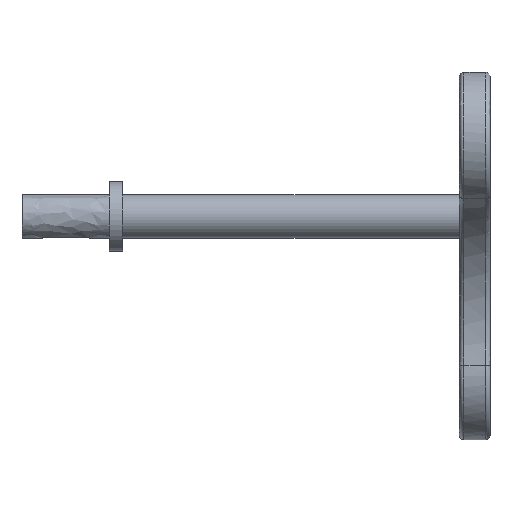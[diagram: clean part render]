
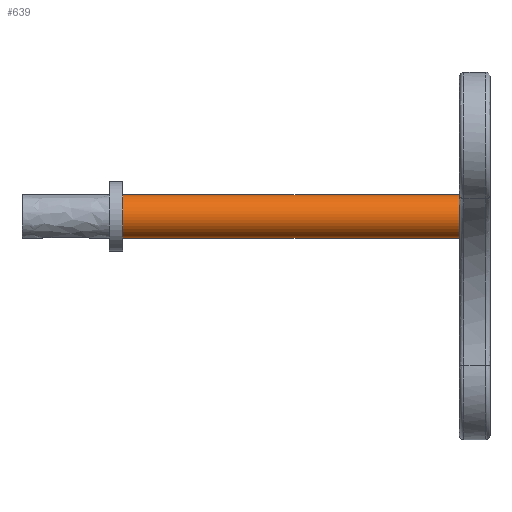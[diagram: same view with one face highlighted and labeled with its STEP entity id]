
A CAD part, left-side view. The second image highlights one B-rep face of the part: STEP entity #639.
In plain terms, the highlighted free-form (B-spline) face has degree [2, 1] with [5, 2] control points.
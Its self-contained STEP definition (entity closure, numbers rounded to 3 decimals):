
#452 = VERTEX_POINT('',#453);
#453 = CARTESIAN_POINT('',(0.,42.99,
    2.67));
#454 = VERTEX_POINT('',#455);
#455 = CARTESIAN_POINT('',(0.,42.99,-2.67));
#463 = EDGE_CURVE('',#452,#464,#466,.T.);
#464 = VERTEX_POINT('',#465);
#465 = CARTESIAN_POINT('',(0.,1.869,
    2.67));
#466 = B_SPLINE_CURVE_WITH_KNOTS('',1,(#467,#468),.UNSPECIFIED.,.F.,.F.,
  (2,2),(11.5,50.),.PIECEWISE_BEZIER_KNOTS.);
#467 = CARTESIAN_POINT('',(0.,42.99,
    2.67));
#468 = CARTESIAN_POINT('',(0.,1.869,
    2.67));
#471 = VERTEX_POINT('',#472);
#472 = CARTESIAN_POINT('',(0.,1.869,-2.67));
#480 = EDGE_CURVE('',#454,#471,#481,.T.);
#481 = B_SPLINE_CURVE_WITH_KNOTS('',1,(#482,#483),.UNSPECIFIED.,.F.,.F.,
  (2,2),(11.5,50.),.PIECEWISE_BEZIER_KNOTS.);
#482 = CARTESIAN_POINT('',(0.,42.99,-2.67));
#483 = CARTESIAN_POINT('',(0.,1.869,-2.67));
#639 = ADVANCED_FACE('',(#640),#660,.T.);
#640 = FACE_BOUND('',#641,.T.);
#641 = EDGE_LOOP('',(#642,#643,#651,#652));
#642 = ORIENTED_EDGE('',*,*,#463,.F.);
#643 = ORIENTED_EDGE('',*,*,#644,.F.);
#644 = EDGE_CURVE('',#454,#452,#645,.T.);
#645 = ( BOUNDED_CURVE() B_SPLINE_CURVE(2,(#646,#647,#648,#649,#650),
.UNSPECIFIED.,.F.,.F.) B_SPLINE_CURVE_WITH_KNOTS((3,2,3),(3.142,
4.712,6.283),.PIECEWISE_BEZIER_KNOTS.) CURVE() 
GEOMETRIC_REPRESENTATION_ITEM() RATIONAL_B_SPLINE_CURVE((1.,
0.707,1.,0.707,1.)) REPRESENTATION_ITEM('') );
#646 = CARTESIAN_POINT('',(0.,42.99,
    -2.67));
#647 = CARTESIAN_POINT('',(-2.67,42.99,
    -2.67));
#648 = CARTESIAN_POINT('',(-2.67,42.99,
    0.));
#649 = CARTESIAN_POINT('',(-2.67,42.99,
    2.67));
#650 = CARTESIAN_POINT('',(0.,42.99,
    2.67));
#651 = ORIENTED_EDGE('',*,*,#480,.T.);
#652 = ORIENTED_EDGE('',*,*,#653,.T.);
#653 = EDGE_CURVE('',#471,#464,#654,.T.);
#654 = ( BOUNDED_CURVE() B_SPLINE_CURVE(2,(#655,#656,#657,#658,#659),
.UNSPECIFIED.,.F.,.F.) B_SPLINE_CURVE_WITH_KNOTS((3,2,3),(0.,
1.571,3.142),.PIECEWISE_BEZIER_KNOTS.) CURVE() 
GEOMETRIC_REPRESENTATION_ITEM() RATIONAL_B_SPLINE_CURVE((1.,
0.707,1.,0.707,1.)) REPRESENTATION_ITEM('') );
#655 = CARTESIAN_POINT('',(0.,1.869,-2.67));
#656 = CARTESIAN_POINT('',(-2.67,1.869,
    -2.67));
#657 = CARTESIAN_POINT('',(-2.67,1.869,
    0.));
#658 = CARTESIAN_POINT('',(-2.67,1.869,2.67
    ));
#659 = CARTESIAN_POINT('',(0.,1.869,
    2.67));
#660 = ( BOUNDED_SURFACE() B_SPLINE_SURFACE(2,1,(
    (#661,#662)
    ,(#663,#664)
    ,(#665,#666)
    ,(#667,#668)
,(#669,#670
    )),.UNSPECIFIED.,.F.,.F.,.F.) B_SPLINE_SURFACE_WITH_KNOTS((3,2,3),(2
    ,2),(3.142,4.712,6.283),(11.5,50.),
.PIECEWISE_BEZIER_KNOTS.) GEOMETRIC_REPRESENTATION_ITEM() 
RATIONAL_B_SPLINE_SURFACE((
    (1.,1.)
    ,(0.707,0.707)
    ,(1.,1.)
    ,(0.707,0.707)
,(1.,1.))) REPRESENTATION_ITEM('') SURFACE() );
#661 = CARTESIAN_POINT('',(0.,42.99,
    2.67));
#662 = CARTESIAN_POINT('',(0.,1.869,
    2.67));
#663 = CARTESIAN_POINT('',(-2.67,42.99,
    2.67));
#664 = CARTESIAN_POINT('',(-2.67,1.869,2.67
    ));
#665 = CARTESIAN_POINT('',(-2.67,42.99,
    0.));
#666 = CARTESIAN_POINT('',(-2.67,1.869,
    0.));
#667 = CARTESIAN_POINT('',(-2.67,42.99,
    -2.67));
#668 = CARTESIAN_POINT('',(-2.67,1.869,
    -2.67));
#669 = CARTESIAN_POINT('',(0.,42.99,
    -2.67));
#670 = CARTESIAN_POINT('',(0.,1.869,
    -2.67));
